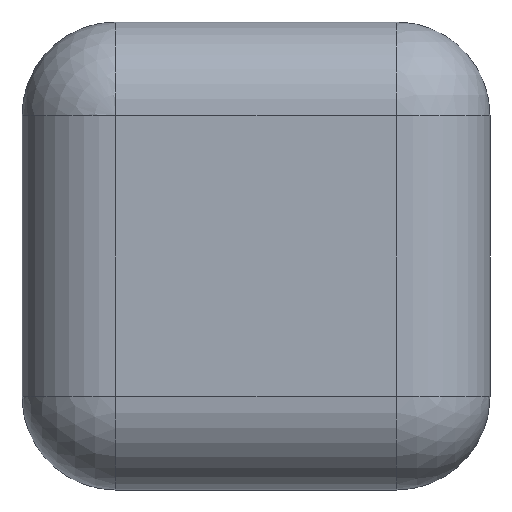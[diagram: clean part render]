
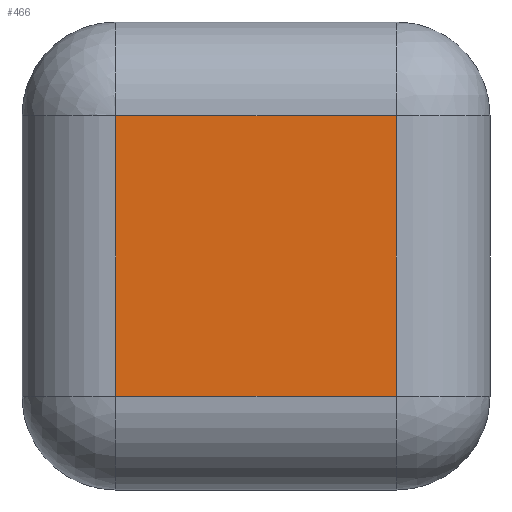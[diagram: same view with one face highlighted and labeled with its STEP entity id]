
A CAD part, left-side view. The second image highlights one B-rep face of the part: STEP entity #466.
In plain terms, the highlighted planar face has unit normal (-1, 0, 0).
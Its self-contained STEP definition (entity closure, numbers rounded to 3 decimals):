
#13=DIRECTION('',(0.,0.,1.));
#14=DIRECTION('',(1.,0.,0.));
#28=VECTOR('',#13,1.);
#46=DIRECTION('',(0.,1.,0.));
#123=CARTESIAN_POINT('',(-0.5,-0.25,0.1));
#133=CARTESIAN_POINT('',(-0.5,-0.25,0.4));
#136=CARTESIAN_POINT('',(-0.5,-0.25,0.));
#210=CARTESIAN_POINT('',(-0.5,-0.15,0.));
#214=CARTESIAN_POINT('',(-0.5,-0.15,0.1));
#223=VECTOR('',#46,1.);
#254=CARTESIAN_POINT('',(-0.5,-0.15,0.4));
#280=VERTEX_POINT('',#214);
#285=VERTEX_POINT('',#254);
#288=ORIENTED_EDGE('',*,*,#289,.F.);
#289=EDGE_CURVE('',#280,#285,#290,.T.);
#290=LINE('',#210,#28);
#387=CARTESIAN_POINT('',(-0.5,0.15,0.));
#466=ADVANCED_FACE('',(#467),#482,.F.);
#467=FACE_BOUND('',#468,.F.);
#468=EDGE_LOOP('',(#469,#474,#479,#288));
#469=ORIENTED_EDGE('',*,*,#470,.T.);
#470=EDGE_CURVE('',#280,#471,#473,.T.);
#471=VERTEX_POINT('',#472);
#472=CARTESIAN_POINT('',(-0.5,0.15,0.1));
#473=LINE('',#123,#223);
#474=ORIENTED_EDGE('',*,*,#475,.T.);
#475=EDGE_CURVE('',#471,#476,#478,.T.);
#476=VERTEX_POINT('',#477);
#477=CARTESIAN_POINT('',(-0.5,0.15,0.4));
#478=LINE('',#387,#28);
#479=ORIENTED_EDGE('',*,*,#480,.F.);
#480=EDGE_CURVE('',#285,#476,#481,.T.);
#481=LINE('',#133,#223);
#482=PLANE('',#483);
#483=AXIS2_PLACEMENT_3D('',#136,#14,#13);
